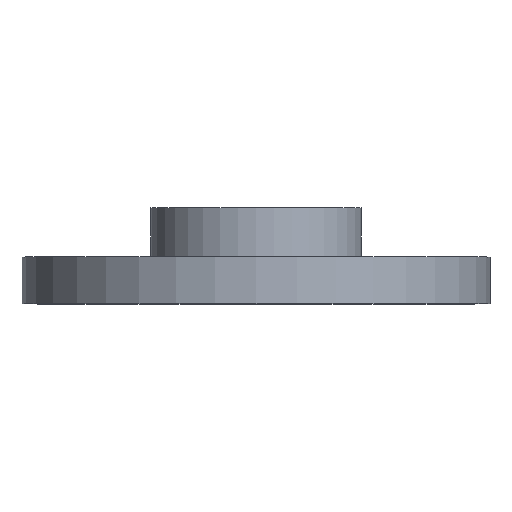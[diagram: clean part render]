
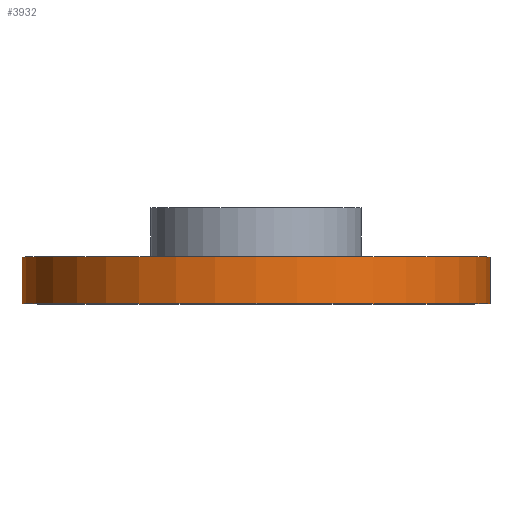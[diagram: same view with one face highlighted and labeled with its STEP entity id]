
A CAD part, top view. The second image highlights one B-rep face of the part: STEP entity #3932.
In plain terms, the highlighted cylindrical face has radius 10 mm (diameter 20 mm), a full revolution.
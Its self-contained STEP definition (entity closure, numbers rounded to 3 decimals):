
#396=FACE_OUTER_BOUND('',#612,.T.);
#612=EDGE_LOOP('',(#3606,#3607,#3608,#3609));
#737=CIRCLE('',#4144,10.);
#740=CIRCLE('',#4157,10.);
#1183=LINE('',#17378,#1372);
#1372=VECTOR('',#4791,10.);
#1779=VERTEX_POINT('',#15424);
#1782=VERTEX_POINT('',#17377);
#2367=EDGE_CURVE('',#1779,#1779,#737,.T.);
#2396=EDGE_CURVE('',#1779,#1782,#1183,.T.);
#2397=EDGE_CURVE('',#1782,#1782,#740,.T.);
#3606=ORIENTED_EDGE('',*,*,#2367,.F.);
#3607=ORIENTED_EDGE('',*,*,#2396,.T.);
#3608=ORIENTED_EDGE('',*,*,#2397,.T.);
#3609=ORIENTED_EDGE('',*,*,#2396,.F.);
#3724=CYLINDRICAL_SURFACE('',#4156,10.);
#3932=ADVANCED_FACE('',(#396),#3724,.T.);
#4144=AXIS2_PLACEMENT_3D('',#15425,#4763,#4764);
#4156=AXIS2_PLACEMENT_3D('',#17376,#4789,#4790);
#4157=AXIS2_PLACEMENT_3D('',#17379,#4792,#4793);
#4763=DIRECTION('center_axis',(0.,1.,0.));
#4764=DIRECTION('ref_axis',(1.,0.,0.));
#4789=DIRECTION('center_axis',(0.,1.,0.));
#4790=DIRECTION('ref_axis',(1.,0.,0.));
#4791=DIRECTION('',(0.,-1.,0.));
#4792=DIRECTION('center_axis',(0.,1.,0.));
#4793=DIRECTION('ref_axis',(1.,0.,0.));
#15424=CARTESIAN_POINT('',(-10.,2.,0.));
#15425=CARTESIAN_POINT('Origin',(0.,2.,0.));
#17376=CARTESIAN_POINT('Origin',(0.,0.,0.));
#17377=CARTESIAN_POINT('',(-10.,0.,0.));
#17378=CARTESIAN_POINT('',(-10.,0.,0.));
#17379=CARTESIAN_POINT('Origin',(0.,0.,0.));
